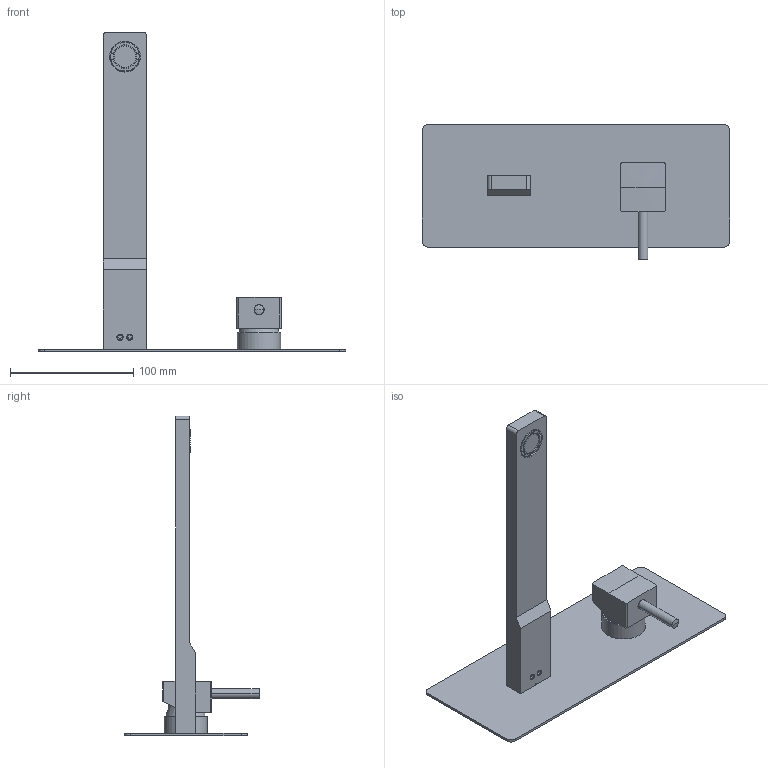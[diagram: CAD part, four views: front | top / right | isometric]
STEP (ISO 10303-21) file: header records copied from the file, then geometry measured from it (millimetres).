
FILE_DESCRIPTION((''),'2;1');
FILE_NAME('LEA106CR','2021-11-03T08:47:59',('ut3'),('PAFFONI SpA'),'CREO PARAMETRIC BY PTC INC, 2020044','CREO PARAMETRIC BY PTC INC, 2020044','');
FILE_SCHEMA(('CONFIG_CONTROL_DESIGN','SHAPE_APPEARANCE_LAYERS_GROUPS'));
Length unit declared in the file: millimetre
Products named in the file (1): LEA106CR
Bounding box: 250 x 110.16 x 260 mm (x, y, z)
Volume: 189744.1 mm3; surface area: 106784.4 mm2
Topology: 2 solids, 2 shells, 677 faces, 1728 edges, 1008 vertices
Faces by surface type: cylinder 252, plane 210, cone 71, sphere 64, torus 62, bspline 18
Entity records: 28255 total; most frequent: CARTESIAN_POINT 7083, DIRECTION 3505, ORIENTED_EDGE 3318, EDGE_CURVE 1659, AXIS2_PLACEMENT_3D 1419, VERTEX_POINT 1008, CIRCLE 760, EDGE_LOOP 745
